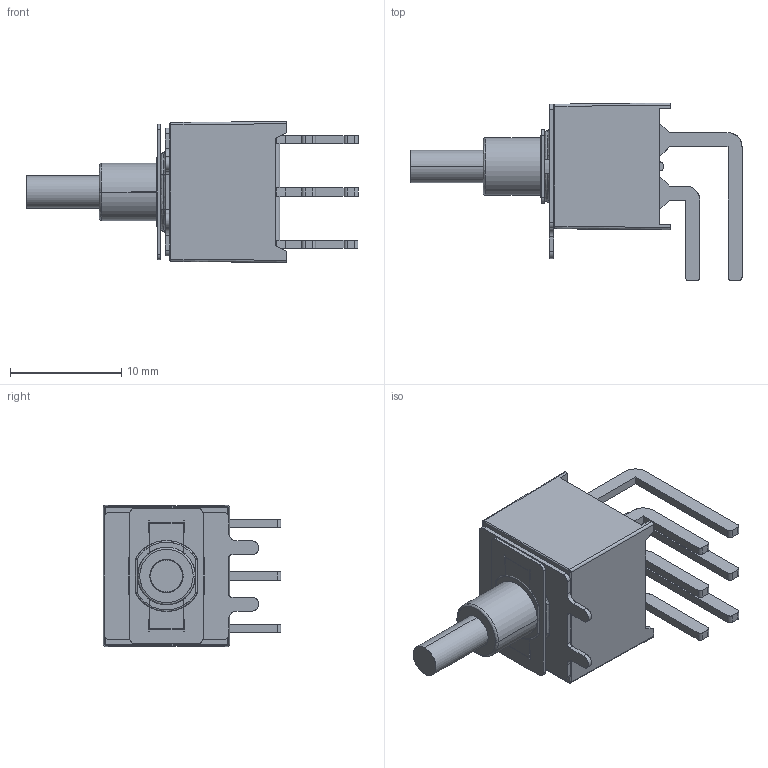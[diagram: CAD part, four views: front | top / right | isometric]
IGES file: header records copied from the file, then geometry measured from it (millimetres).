
Start section: SolidWorks IGES file using analytic representation for surfaces
Global section: file name: 7AD146RE.IGS; native system: SolidWorks 2014; preprocessor: SolidWorks 2014; author: User; date: 160415.113705; units: millimetre
Bounding box: 29.89 x 16 x 12.7 mm (x, y, z)
Surface area: 3546.2 mm2 (no closed solid volume)
Topology: 0 solids, 0 shells, 792 faces, 5966 edges, 5946 vertices
Faces by surface type: bspline 514, revolution 278
